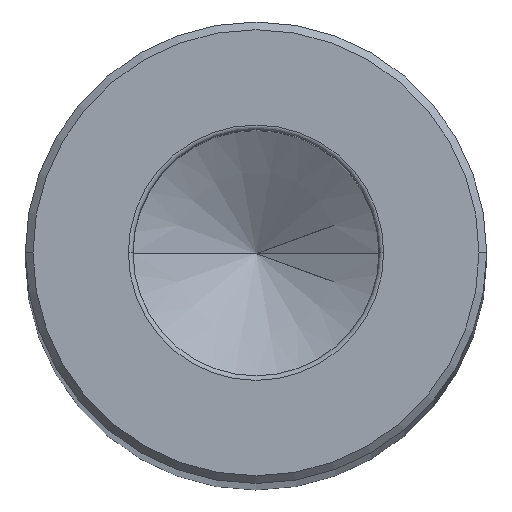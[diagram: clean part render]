
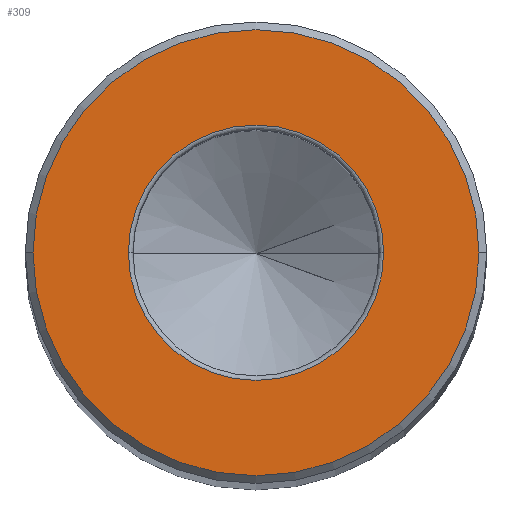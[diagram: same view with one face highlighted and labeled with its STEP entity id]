
A CAD part, top view. The second image highlights one B-rep face of the part: STEP entity #309.
In plain terms, the highlighted planar face has unit normal (0, 0, 1).
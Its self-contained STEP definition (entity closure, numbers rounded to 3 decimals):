
#6 = CIRCLE ( 'NONE', #281, 14.5 ) ;
#16 = FACE_OUTER_BOUND ( 'NONE', #549, .T. ) ;
#21 = DIRECTION ( 'NONE',  ( 0., 0., 1. ) ) ;
#27 = CARTESIAN_POINT ( 'NONE',  ( 8.3, 0., 0. ) ) ;
#29 = VERTEX_POINT ( 'NONE', #452 ) ;
#44 = EDGE_CURVE ( 'NONE', #445, #332, #471, .T. ) ;
#67 = CARTESIAN_POINT ( 'NONE',  ( -14.5, 0., 0. ) ) ;
#150 = PLANE ( 'NONE',  #194 ) ;
#163 = EDGE_CURVE ( 'NONE', #288, #29, #241, .T. ) ;
#180 = EDGE_LOOP ( 'NONE', ( #396, #440 ) ) ;
#192 = CARTESIAN_POINT ( 'NONE',  ( 0., 0., 0. ) ) ;
#194 = AXIS2_PLACEMENT_3D ( 'NONE', #558, #506, #404 ) ;
#198 = DIRECTION ( 'NONE',  ( 1., 0., 0. ) ) ;
#217 = DIRECTION ( 'NONE',  ( 1., 0., 0. ) ) ;
#241 = CIRCLE ( 'NONE', #509, 14.5 ) ;
#243 = DIRECTION ( 'NONE',  ( 0., 0., -1. ) ) ;
#258 = AXIS2_PLACEMENT_3D ( 'NONE', #337, #243, #376 ) ;
#260 = CARTESIAN_POINT ( 'NONE',  ( 0., 0., 0. ) ) ;
#274 = AXIS2_PLACEMENT_3D ( 'NONE', #192, #339, #198 ) ;
#281 = AXIS2_PLACEMENT_3D ( 'NONE', #333, #526, #586 ) ;
#283 = CIRCLE ( 'NONE', #258, 8.3 ) ;
#288 = VERTEX_POINT ( 'NONE', #67 ) ;
#309 = ADVANCED_FACE ( 'NONE', ( #455, #16 ), #150, .T. ) ;
#332 = VERTEX_POINT ( 'NONE', #544 ) ;
#333 = CARTESIAN_POINT ( 'NONE',  ( 0., 0., 0. ) ) ;
#337 = CARTESIAN_POINT ( 'NONE',  ( 0., 0., 0. ) ) ;
#339 = DIRECTION ( 'NONE',  ( 0., 0., -1. ) ) ;
#376 = DIRECTION ( 'NONE',  ( 1., 0., 0. ) ) ;
#396 = ORIENTED_EDGE ( 'NONE', *, *, #44, .T. ) ;
#404 = DIRECTION ( 'NONE',  ( 1., 0., 0. ) ) ;
#422 = ORIENTED_EDGE ( 'NONE', *, *, #163, .T. ) ;
#440 = ORIENTED_EDGE ( 'NONE', *, *, #602, .T. ) ;
#445 = VERTEX_POINT ( 'NONE', #27 ) ;
#452 = CARTESIAN_POINT ( 'NONE',  ( 14.5, 0., 0. ) ) ;
#455 = FACE_BOUND ( 'NONE', #180, .T. ) ;
#471 = CIRCLE ( 'NONE', #274, 8.3 ) ;
#484 = ORIENTED_EDGE ( 'NONE', *, *, #525, .T. ) ;
#506 = DIRECTION ( 'NONE',  ( 0., 0., 1. ) ) ;
#509 = AXIS2_PLACEMENT_3D ( 'NONE', #260, #21, #217 ) ;
#525 = EDGE_CURVE ( 'NONE', #29, #288, #6, .T. ) ;
#526 = DIRECTION ( 'NONE',  ( 0., 0., 1. ) ) ;
#544 = CARTESIAN_POINT ( 'NONE',  ( -8.3, 0., 0. ) ) ;
#549 = EDGE_LOOP ( 'NONE', ( #422, #484 ) ) ;
#558 = CARTESIAN_POINT ( 'NONE',  ( 0., 0., 0. ) ) ;
#586 = DIRECTION ( 'NONE',  ( 1., 0., 0. ) ) ;
#602 = EDGE_CURVE ( 'NONE', #332, #445, #283, .T. ) ;
